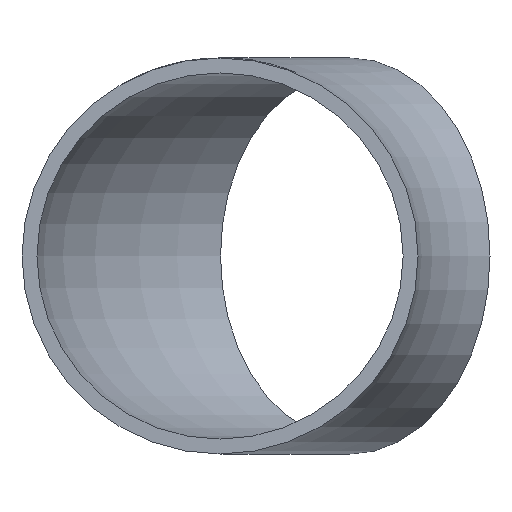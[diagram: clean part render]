
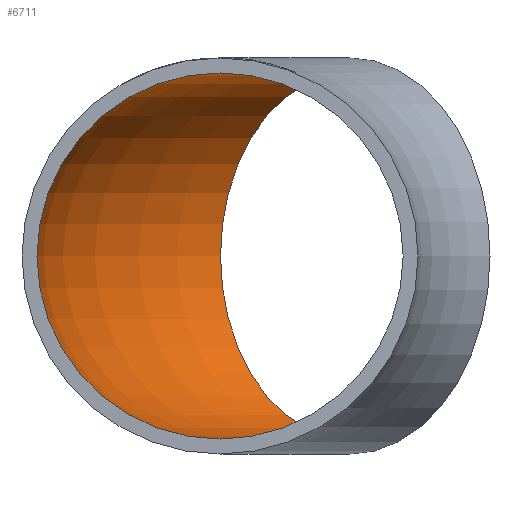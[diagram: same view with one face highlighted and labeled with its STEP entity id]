
A CAD part, front view. The second image highlights one B-rep face of the part: STEP entity #6711.
In plain terms, the highlighted toroidal (fillet/blend) face has major radius 47.5 mm and minor radius 19.6 mm.
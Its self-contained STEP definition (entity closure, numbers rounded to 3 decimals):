
#96 = CIRCLE ( 'NONE', #5066, 19.6 ) ;
#830 = TOROIDAL_SURFACE ( 'NONE', #6019, 47.5, 19.6 ) ;
#880 = DIRECTION ( 'NONE',  ( 0., 1., 0. ) ) ;
#884 = EDGE_CURVE ( 'NONE', #11924, #11924, #96, .T. ) ;
#1559 = EDGE_LOOP ( 'NONE', ( #6317 ) ) ;
#2642 = ORIENTED_EDGE ( 'NONE', *, *, #13717, .T. ) ;
#3131 = FACE_OUTER_BOUND ( 'NONE', #11489, .T. ) ;
#3226 = VERTEX_POINT ( 'NONE', #10801 ) ;
#3552 = AXIS2_PLACEMENT_3D ( 'NONE', #12393, #10186, #4598 ) ;
#4598 = DIRECTION ( 'NONE',  ( -0.707, 0.707, 0. ) ) ;
#5066 = AXIS2_PLACEMENT_3D ( 'NONE', #11187, #880, #14424 ) ;
#6019 = AXIS2_PLACEMENT_3D ( 'NONE', #9601, #13129, #7632 ) ;
#6317 = ORIENTED_EDGE ( 'NONE', *, *, #884, .F. ) ;
#6711 = ADVANCED_FACE ( 'NONE', ( #3131, #8523 ), #830, .F. ) ;
#7632 = DIRECTION ( 'NONE',  ( -1., 0., 0. ) ) ;
#8523 = FACE_OUTER_BOUND ( 'NONE', #1559, .T. ) ;
#9601 = CARTESIAN_POINT ( 'NONE',  ( 0., 0., 0. ) ) ;
#9898 = CIRCLE ( 'NONE', #3552, 19.6 ) ;
#10186 = DIRECTION ( 'NONE',  ( 0.707, 0.707, 0. ) ) ;
#10801 = CARTESIAN_POINT ( 'NONE',  ( -47.447, 47.447, 0. ) ) ;
#11187 = CARTESIAN_POINT ( 'NONE',  ( -47.5, 0., 0. ) ) ;
#11489 = EDGE_LOOP ( 'NONE', ( #2642 ) ) ;
#11924 = VERTEX_POINT ( 'NONE', #13009 ) ;
#12393 = CARTESIAN_POINT ( 'NONE',  ( -33.588, 33.588, 0. ) ) ;
#13009 = CARTESIAN_POINT ( 'NONE',  ( -47.5, 0., 19.6 ) ) ;
#13129 = DIRECTION ( 'NONE',  ( 0., 0., -1. ) ) ;
#13717 = EDGE_CURVE ( 'NONE', #3226, #3226, #9898, .T. ) ;
#14424 = DIRECTION ( 'NONE',  ( 0., 0., 1. ) ) ;
